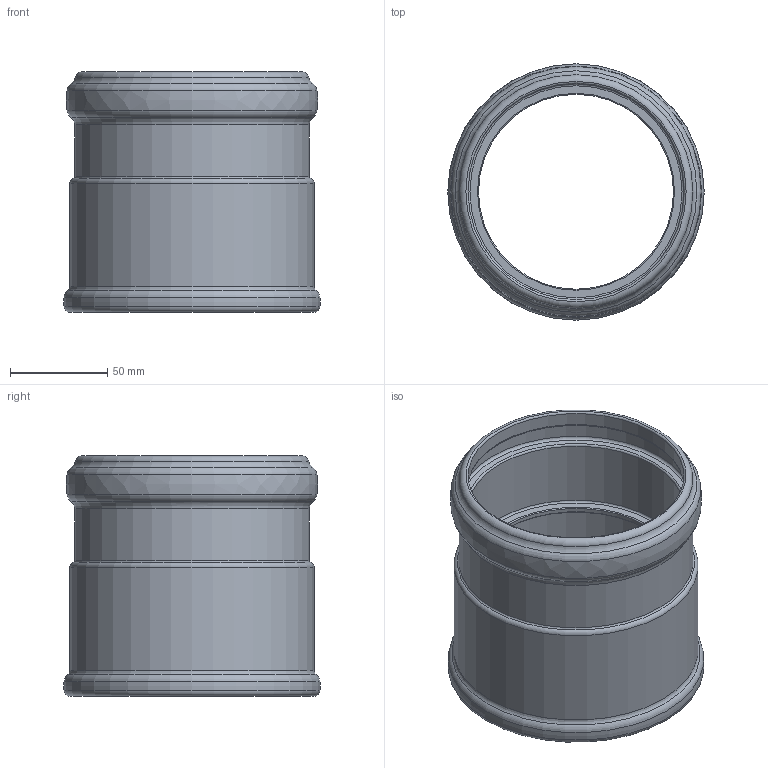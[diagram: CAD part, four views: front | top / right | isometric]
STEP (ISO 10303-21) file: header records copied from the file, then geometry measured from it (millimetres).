
FILE_DESCRIPTION(/* description */ (''),/* implementation_level */ '2;1');
FILE_NAME(/* name */ '335810 SKOLANsafeAM Aufsteckmuffe DN_OD 110.stp',/* time_stamp */ '2018-01-09T11:59:17+01:00',/* author */ ('user1'),/* organization */ (''),/* preprocessor_version */ 'ST-DEVELOPER v16.1',/* originating_system */ 'Autodesk Inventor 2016',/* authorisation */ '');
FILE_SCHEMA (('AUTOMOTIVE_DESIGN { 1 0 10303 214 3 1 1 }'));
Length unit declared in the file: millimetre
Products named in the file (1): 335810 SKOLANsafeAM Aufsteckmuffe DN_OD 110
Bounding box: 131.5 x 131.5 x 123.2 mm (x, y, z)
Volume: 236260.7 mm3; surface area: 103658 mm2
Topology: 1 solids, 1 shells, 37 faces, 75 edges, 41 vertices
Faces by surface type: torus 21, cylinder 8, cone 4, plane 3, bspline 1
Full cylindrical faces by diameter (mm): 100 x1, 110.8 x1, 111 x1, 115.3 x1, 120.4 x1, 120.9 x1, 124 x1, 125.3 x1
Entity records: 818 total; most frequent: DIRECTION 152, CARTESIAN_POINT 145, ORIENTED_EDGE 80, AXIS2_PLACEMENT_3D 76, EDGE_LOOP 73, EDGE_CURVE 40, CIRCLE 39, VERTEX_POINT 39
